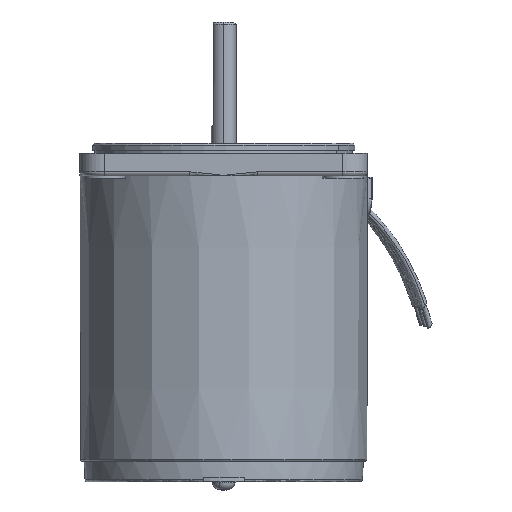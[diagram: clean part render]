
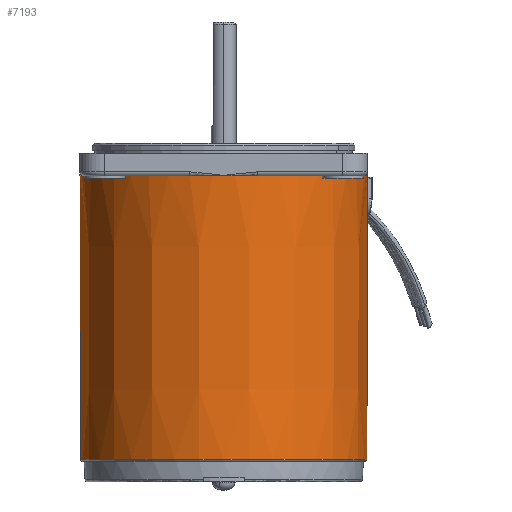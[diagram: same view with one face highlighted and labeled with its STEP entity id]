
A CAD part, left-side view. The second image highlights one B-rep face of the part: STEP entity #7193.
In plain terms, the highlighted conical face has half-angle 0.1 degrees and reference radius 34.869 mm.
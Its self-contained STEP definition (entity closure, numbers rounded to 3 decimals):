
#953 = VERTEX_POINT ( 'NONE', #4856 ) ;
#960 = EDGE_LOOP ( 'NONE', ( #7192, #7185, #7253, #7191, #7151, #7252, #7226, #7211 ) ) ;
#4856 = CARTESIAN_POINT ( 'NONE',  ( -34.99, 0., -6. ) ) ;
#7151 = ORIENTED_EDGE ( 'NONE', *, *, #7221, .T. ) ;
#7182 = VERTEX_POINT ( 'NONE', #8937 ) ;
#7185 = ORIENTED_EDGE ( 'NONE', *, *, #7194, .T. ) ;
#7187 = VERTEX_POINT ( 'NONE', #8936 ) ;
#7190 = EDGE_CURVE ( 'NONE', #953, #7238, #8935, .T. ) ;
#7191 = ORIENTED_EDGE ( 'NONE', *, *, #7249, .T. ) ;
#7192 = ORIENTED_EDGE ( 'NONE', *, *, #7235, .T. ) ;
#7193 = ADVANCED_FACE ( 'NONE', ( #8952 ), #8986, .T. ) ;
#7194 = EDGE_CURVE ( 'NONE', #7212, #953, #8979, .T. ) ;
#7206 = EDGE_CURVE ( 'NONE', #7187, #7243, #8957, .T. ) ;
#7211 = ORIENTED_EDGE ( 'NONE', *, *, #7213, .F. ) ;
#7212 = VERTEX_POINT ( 'NONE', #8958 ) ;
#7213 = EDGE_CURVE ( 'NONE', #7225, #7242, #9005, .T. ) ;
#7214 = EDGE_CURVE ( 'NONE', #7243, #7242, #9003, .T. ) ;
#7221 = EDGE_CURVE ( 'NONE', #7182, #7187, #8995, .T. ) ;
#7225 = VERTEX_POINT ( 'NONE', #9030 ) ;
#7226 = ORIENTED_EDGE ( 'NONE', *, *, #7214, .T. ) ;
#7235 = EDGE_CURVE ( 'NONE', #7225, #7212, #9022, .T. ) ;
#7238 = VERTEX_POINT ( 'NONE', #9020 ) ;
#7242 = VERTEX_POINT ( 'NONE', #9066 ) ;
#7243 = VERTEX_POINT ( 'NONE', #9062 ) ;
#7249 = EDGE_CURVE ( 'NONE', #7238, #7182, #8539, .T. ) ;
#7252 = ORIENTED_EDGE ( 'NONE', *, *, #7206, .T. ) ;
#7253 = ORIENTED_EDGE ( 'NONE', *, *, #7190, .T. ) ;
#8539 = CIRCLE ( 'NONE', #8803, 34.99 ) ;
#8803 = AXIS2_PLACEMENT_3D ( 'NONE', #8806, #9076, #9061 ) ;
#8806 = CARTESIAN_POINT ( 'NONE',  ( 0., 0., -6. ) ) ;
#8892 = AXIS2_PLACEMENT_3D ( 'NONE', #8934, #8933, #8982 ) ;
#8926 = CARTESIAN_POINT ( 'NONE',  ( 0., 0., -6. ) ) ;
#8933 = DIRECTION ( 'NONE',  ( 0., 0., 1. ) ) ;
#8934 = CARTESIAN_POINT ( 'NONE',  ( 0., 0., -75.001 ) ) ;
#8935 = CIRCLE ( 'NONE', #8985, 34.99 ) ;
#8936 = CARTESIAN_POINT ( 'NONE',  ( 8.262, 34., -6. ) ) ;
#8937 = CARTESIAN_POINT ( 'NONE',  ( -8.262, 34., -6. ) ) ;
#8952 = FACE_OUTER_BOUND ( 'NONE', #960, .T. ) ;
#8957 = CIRCLE ( 'NONE', #8961, 34.99 ) ;
#8958 = CARTESIAN_POINT ( 'NONE',  ( -34.869, 0., -75.001 ) ) ;
#8961 = AXIS2_PLACEMENT_3D ( 'NONE', #9016, #9012, #9011 ) ;
#8973 = DIRECTION ( 'NONE',  ( -0.002, 0., 1. ) ) ;
#8974 = VECTOR ( 'NONE', #8973, 1000. ) ;
#8979 = LINE ( 'NONE', #8981, #8974 ) ;
#8981 = CARTESIAN_POINT ( 'NONE',  ( -34.869, 0., -75.001 ) ) ;
#8982 = DIRECTION ( 'NONE',  ( 1., 0., 0. ) ) ;
#8983 = DIRECTION ( 'NONE',  ( -1., 0., 0. ) ) ;
#8984 = DIRECTION ( 'NONE',  ( 0., 0., -1. ) ) ;
#8985 = AXIS2_PLACEMENT_3D ( 'NONE', #8926, #8984, #8983 ) ;
#8986 = CONICAL_SURFACE ( 'NONE', #8892, 34.869, 0.002 ) ;
#8991 = CARTESIAN_POINT ( 'NONE',  ( 0., 0., -6. ) ) ;
#8995 = CIRCLE ( 'NONE', #9004, 34.99 ) ;
#8996 = DIRECTION ( 'NONE',  ( -1., 0., 0. ) ) ;
#8997 = DIRECTION ( 'NONE',  ( 0., 0., -1. ) ) ;
#9000 = DIRECTION ( 'NONE',  ( 0.002, 0., 1. ) ) ;
#9001 = VECTOR ( 'NONE', #9000, 1000. ) ;
#9002 = CARTESIAN_POINT ( 'NONE',  ( 34.869, 0., -75.001 ) ) ;
#9003 = CIRCLE ( 'NONE', #9009, 34.99 ) ;
#9004 = AXIS2_PLACEMENT_3D ( 'NONE', #8991, #9042, #9041 ) ;
#9005 = LINE ( 'NONE', #9002, #9001 ) ;
#9009 = AXIS2_PLACEMENT_3D ( 'NONE', #9014, #8997, #8996 ) ;
#9011 = DIRECTION ( 'NONE',  ( -1., 0., 0. ) ) ;
#9012 = DIRECTION ( 'NONE',  ( 0., 0., -1. ) ) ;
#9014 = CARTESIAN_POINT ( 'NONE',  ( 0., 0., -6. ) ) ;
#9016 = CARTESIAN_POINT ( 'NONE',  ( 0., 0., -6. ) ) ;
#9020 = CARTESIAN_POINT ( 'NONE',  ( -34., 8.262, -6. ) ) ;
#9022 = CIRCLE ( 'NONE', #9045, 34.869 ) ;
#9030 = CARTESIAN_POINT ( 'NONE',  ( 34.869, 0., -75.001 ) ) ;
#9041 = DIRECTION ( 'NONE',  ( -1., 0., 0. ) ) ;
#9042 = DIRECTION ( 'NONE',  ( 0., 0., -1. ) ) ;
#9045 = AXIS2_PLACEMENT_3D ( 'NONE', #9070, #9069, #9068 ) ;
#9061 = DIRECTION ( 'NONE',  ( -1., 0., 0. ) ) ;
#9062 = CARTESIAN_POINT ( 'NONE',  ( 34., 8.262, -6. ) ) ;
#9066 = CARTESIAN_POINT ( 'NONE',  ( 34.99, 0., -6. ) ) ;
#9068 = DIRECTION ( 'NONE',  ( 1., 0., 0. ) ) ;
#9069 = DIRECTION ( 'NONE',  ( 0., 0., 1. ) ) ;
#9070 = CARTESIAN_POINT ( 'NONE',  ( 0., 0., -75.001 ) ) ;
#9076 = DIRECTION ( 'NONE',  ( 0., 0., -1. ) ) ;
